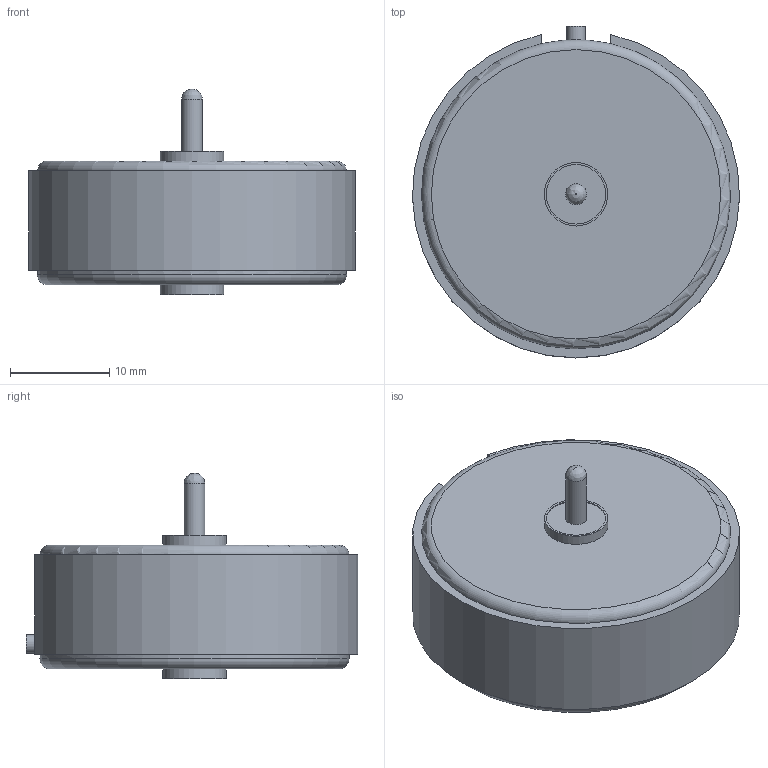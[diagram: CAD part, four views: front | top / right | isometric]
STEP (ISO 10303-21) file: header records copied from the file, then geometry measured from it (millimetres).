
FILE_DESCRIPTION(/* description */ (''),/* implementation_level */ '2;1');
FILE_NAME(/* name */ 'Rumble.step',/* time_stamp */ '2022-10-10T21:52:25-04:00',/* author */ (''),/* organization */ (''),/* preprocessor_version */ 'ST-DEVELOPER v19',/* originating_system */ 'Autodesk Translation Framework v11.7.0.108',/* authorisation */ '');
FILE_SCHEMA (('AUTOMOTIVE_DESIGN { 1 0 10303 214 3 1 1 }'));
Length unit declared in the file: millimetre
Products named in the file (1): Rumble
Bounding box: 32.99 x 33.5 x 20.75 mm (x, y, z)
Volume: 10427.5 mm3; surface area: 3066 mm2
Topology: 1 solids, 1 shells, 26 faces, 51 edges, 33 vertices
Faces by surface type: plane 16, cylinder 7, torus 2, bspline 1
Full cylindrical faces by diameter (mm): 1.9 x1, 2.1 x1, 6 x1, 6.4 x2, 31.2 x1
Entity records: 740 total; most frequent: CARTESIAN_POINT 137, DIRECTION 130, ORIENTED_EDGE 102, AXIS2_PLACEMENT_3D 53, EDGE_CURVE 51, VERTEX_POINT 33, EDGE_LOOP 32, CIRCLE 27
